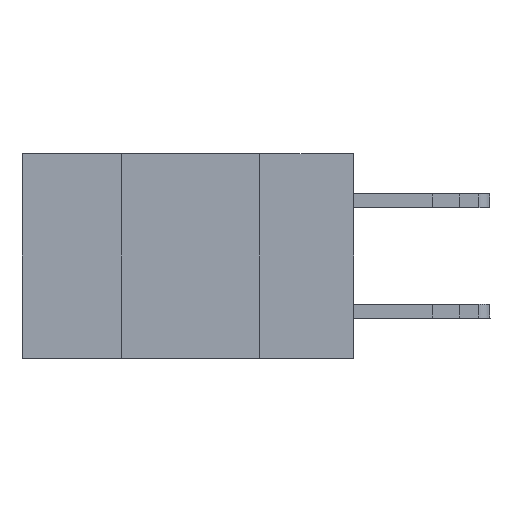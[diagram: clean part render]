
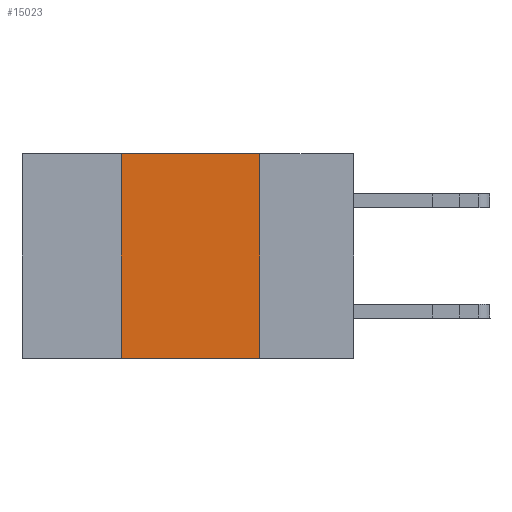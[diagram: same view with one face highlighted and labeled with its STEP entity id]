
A CAD part, left-side view. The second image highlights one B-rep face of the part: STEP entity #15023.
In plain terms, the highlighted planar face has unit normal (-1, 0, 0).
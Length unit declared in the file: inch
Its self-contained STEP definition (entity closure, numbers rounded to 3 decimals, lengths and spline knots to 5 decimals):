
#1732 = VECTOR ( 'NONE', #15418, 39.37008 ) ;
#2397 = VECTOR ( 'NONE', #20905, 39.37008 ) ;
#4458 = EDGE_CURVE ( 'NONE', #5221, #16905, #15215, .T. ) ;
#4630 = CARTESIAN_POINT ( 'NONE',  ( 0., 0.6, 0. ) ) ;
#5221 = VERTEX_POINT ( 'NONE', #19579 ) ;
#6413 = VECTOR ( 'NONE', #8557, 39.37008 ) ;
#6757 = VECTOR ( 'NONE', #15222, 39.37008 ) ;
#7256 = LINE ( 'NONE', #19097, #2397 ) ;
#7536 = CARTESIAN_POINT ( 'NONE',  ( 0., 0.6, 0. ) ) ;
#8065 = FACE_OUTER_BOUND ( 'NONE', #14534, .T. ) ;
#8557 = DIRECTION ( 'NONE',  ( 0., 0., -1. ) ) ;
#9199 = VERTEX_POINT ( 'NONE', #17447 ) ;
#9285 = DIRECTION ( 'NONE',  ( 0., 0., -1. ) ) ;
#10314 = LINE ( 'NONE', #4630, #6757 ) ;
#11759 = LINE ( 'NONE', #22520, #1732 ) ;
#11891 = ORIENTED_EDGE ( 'NONE', *, *, #4458, .F. ) ;
#12586 = EDGE_CURVE ( 'NONE', #9199, #5221, #10314, .T. ) ;
#14534 = EDGE_LOOP ( 'NONE', ( #11891, #16657, #17232, #21968 ) ) ;
#15023 = ADVANCED_FACE ( 'NONE', ( #8065 ), #21621, .F. ) ;
#15215 = LINE ( 'NONE', #19133, #6413 ) ;
#15222 = DIRECTION ( 'NONE',  ( 0., -1., 0. ) ) ;
#15418 = DIRECTION ( 'NONE',  ( 0., -1., 0. ) ) ;
#16093 = CARTESIAN_POINT ( 'NONE',  ( 0., 0.17, -0.37 ) ) ;
#16657 = ORIENTED_EDGE ( 'NONE', *, *, #12586, .F. ) ;
#16905 = VERTEX_POINT ( 'NONE', #16093 ) ;
#17232 = ORIENTED_EDGE ( 'NONE', *, *, #21587, .F. ) ;
#17385 = VERTEX_POINT ( 'NONE', #22687 ) ;
#17447 = CARTESIAN_POINT ( 'NONE',  ( 0., 0.42, 0. ) ) ;
#17986 = EDGE_CURVE ( 'NONE', #17385, #16905, #11759, .T. ) ;
#18581 = AXIS2_PLACEMENT_3D ( 'NONE', #7536, #19916, #9285 ) ;
#19097 = CARTESIAN_POINT ( 'NONE',  ( 0., 0.42, 0. ) ) ;
#19133 = CARTESIAN_POINT ( 'NONE',  ( 0., 0.17, 0. ) ) ;
#19579 = CARTESIAN_POINT ( 'NONE',  ( 0., 0.17, 0. ) ) ;
#19916 = DIRECTION ( 'NONE',  ( 1., 0., 0. ) ) ;
#20905 = DIRECTION ( 'NONE',  ( 0., 0., 1. ) ) ;
#21587 = EDGE_CURVE ( 'NONE', #17385, #9199, #7256, .T. ) ;
#21621 = PLANE ( 'NONE',  #18581 ) ;
#21968 = ORIENTED_EDGE ( 'NONE', *, *, #17986, .T. ) ;
#22520 = CARTESIAN_POINT ( 'NONE',  ( 0., 0.6, -0.37 ) ) ;
#22687 = CARTESIAN_POINT ( 'NONE',  ( 0., 0.42, -0.37 ) ) ;
